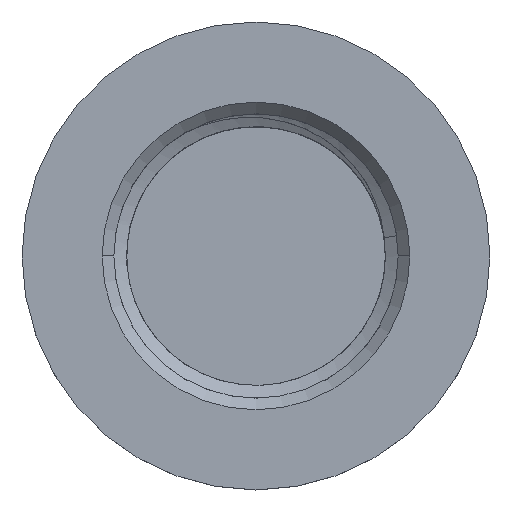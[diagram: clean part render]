
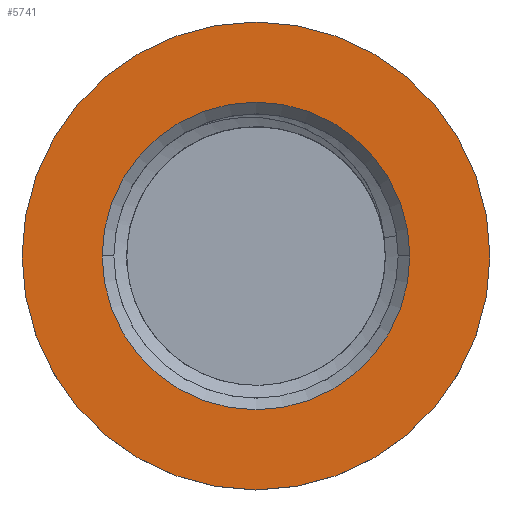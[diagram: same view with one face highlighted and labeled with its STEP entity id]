
A CAD part, top view. The second image highlights one B-rep face of the part: STEP entity #5741.
In plain terms, the highlighted planar face has unit normal (0, 0, 1).
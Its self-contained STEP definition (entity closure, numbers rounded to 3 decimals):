
#14=CARTESIAN_POINT('',(0.,0.,10.5));
#15=DIRECTION('',(0.,0.,-1.));
#16=DIRECTION('',(-1.,0.,0.));
#17=AXIS2_PLACEMENT_3D('',#14,#15,#16);
#19=CARTESIAN_POINT('',(0.,0.,10.5));
#20=DIRECTION('',(0.,0.,-1.));
#21=DIRECTION('',(1.,0.,0.));
#22=AXIS2_PLACEMENT_3D('',#19,#20,#21);
#24=CARTESIAN_POINT('',(0.,0.,10.5));
#25=DIRECTION('',(0.,0.,1.));
#26=DIRECTION('',(-1.,0.,0.));
#27=AXIS2_PLACEMENT_3D('',#24,#25,#26);
#29=CARTESIAN_POINT('',(0.,0.,10.5));
#30=DIRECTION('',(0.,0.,1.));
#31=DIRECTION('',(0.,-1.,0.));
#32=AXIS2_PLACEMENT_3D('',#29,#30,#31);
#34=CARTESIAN_POINT('',(0.,0.,10.5));
#35=DIRECTION('',(0.,0.,1.));
#36=DIRECTION('',(1.,0.,0.));
#37=AXIS2_PLACEMENT_3D('',#34,#35,#36);
#39=CARTESIAN_POINT('',(0.,0.,10.5));
#40=DIRECTION('',(0.,0.,1.));
#41=DIRECTION('',(0.,1.,0.));
#42=AXIS2_PLACEMENT_3D('',#39,#40,#41);
#4880=CARTESIAN_POINT('',(-10.,0.,10.5));
#4881=CARTESIAN_POINT('',(10.,0.,10.5));
#4882=VERTEX_POINT('',#4880);
#4883=VERTEX_POINT('',#4881);
#4884=CARTESIAN_POINT('',(0.,-6.575,10.5));
#4885=CARTESIAN_POINT('',(6.575,0.,10.5));
#4886=VERTEX_POINT('',#4884);
#4887=VERTEX_POINT('',#4885);
#4888=CARTESIAN_POINT('',(-6.575,0.,10.5));
#4889=VERTEX_POINT('',#4888);
#4890=CARTESIAN_POINT('',(0.,6.575,10.5));
#4891=VERTEX_POINT('',#4890);
#5720=CARTESIAN_POINT('',(0.,0.,10.5));
#5721=DIRECTION('',(0.,0.,1.));
#5722=DIRECTION('',(1.,0.,0.));
#5723=AXIS2_PLACEMENT_3D('',#5720,#5721,#5722);
#5724=PLANE('',#5723);
#5726=ORIENTED_EDGE('',*,*,#5725,.T.);
#5728=ORIENTED_EDGE('',*,*,#5727,.T.);
#5729=EDGE_LOOP('',(#5726,#5728));
#5730=FACE_OUTER_BOUND('',#5729,.F.);
#5732=ORIENTED_EDGE('',*,*,#5731,.T.);
#5734=ORIENTED_EDGE('',*,*,#5733,.T.);
#5736=ORIENTED_EDGE('',*,*,#5735,.T.);
#5738=ORIENTED_EDGE('',*,*,#5737,.T.);
#5739=EDGE_LOOP('',(#5732,#5734,#5736,#5738));
#5740=FACE_BOUND('',#5739,.F.);
#18=CIRCLE('',#17,10.);
#23=CIRCLE('',#22,10.);
#28=CIRCLE('',#27,6.575);
#33=CIRCLE('',#32,6.575);
#38=CIRCLE('',#37,6.575);
#43=CIRCLE('',#42,6.575);
#5725=EDGE_CURVE('',#4882,#4883,#18,.T.);
#5727=EDGE_CURVE('',#4883,#4882,#23,.T.);
#5731=EDGE_CURVE('',#4889,#4886,#28,.T.);
#5733=EDGE_CURVE('',#4886,#4887,#33,.T.);
#5735=EDGE_CURVE('',#4887,#4891,#38,.T.);
#5737=EDGE_CURVE('',#4891,#4889,#43,.T.);
#5741=ADVANCED_FACE('',(#5730,#5740),#5724,.T.);
